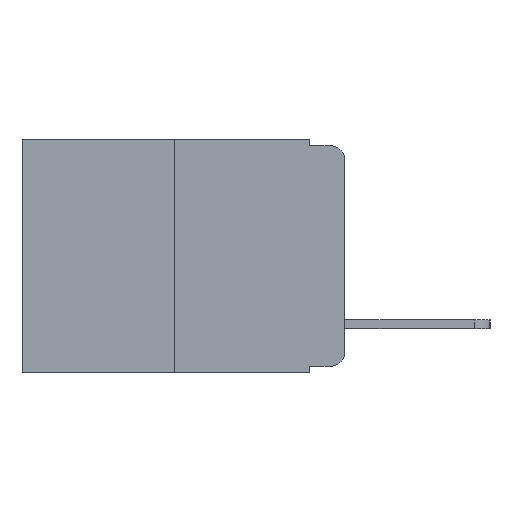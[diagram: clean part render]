
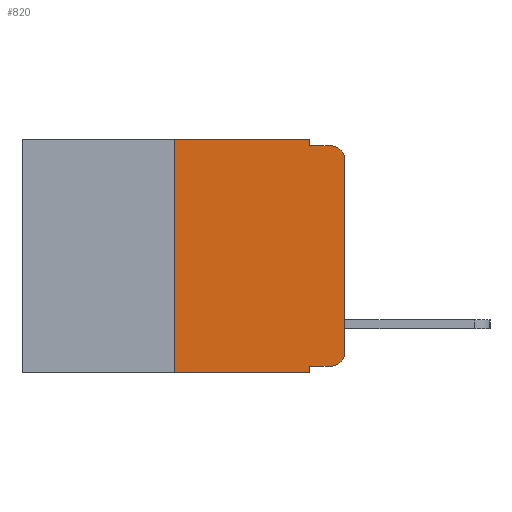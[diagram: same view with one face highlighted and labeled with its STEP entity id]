
A CAD part, left-side view. The second image highlights one B-rep face of the part: STEP entity #820.
In plain terms, the highlighted planar face has unit normal (-1, 0, 0).
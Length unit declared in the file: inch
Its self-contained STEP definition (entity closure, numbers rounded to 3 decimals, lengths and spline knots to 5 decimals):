
#82 = VERTEX_POINT ( 'NONE', #8348 ) ;
#455 = EDGE_CURVE ( 'NONE', #3885, #82, #5285, .T. ) ;
#578 = CARTESIAN_POINT ( 'NONE',  ( 0., 0.051, 0. ) ) ;
#623 = DIRECTION ( 'NONE',  ( 0., 0., -1. ) ) ;
#668 = VERTEX_POINT ( 'NONE', #20755 ) ;
#683 = DIRECTION ( 'NONE',  ( 0., -1., 0. ) ) ;
#820 = ADVANCED_FACE ( 'NONE', ( #7063 ), #8158, .F. ) ;
#1087 = VECTOR ( 'NONE', #5818, 39.37008 ) ;
#1631 = DIRECTION ( 'NONE',  ( 0., 0., -1. ) ) ;
#1660 = AXIS2_PLACEMENT_3D ( 'NONE', #20739, #11453, #1631 ) ;
#2148 = EDGE_CURVE ( 'NONE', #82, #15817, #14364, .T. ) ;
#2409 = VECTOR ( 'NONE', #623, 39.37008 ) ;
#2465 = CARTESIAN_POINT ( 'NONE',  ( 0., 0.473, -0.343 ) ) ;
#3074 = CARTESIAN_POINT ( 'NONE',  ( 0., 0., -0.03 ) ) ;
#3636 = CARTESIAN_POINT ( 'NONE',  ( 0., 0.25, 0. ) ) ;
#3672 = CIRCLE ( 'NONE', #17795, 0.02 ) ;
#3885 = VERTEX_POINT ( 'NONE', #3636 ) ;
#3923 = ORIENTED_EDGE ( 'NONE', *, *, #10519, .T. ) ;
#5005 = CARTESIAN_POINT ( 'NONE',  ( 0., 0.02, -0.01 ) ) ;
#5285 = LINE ( 'NONE', #19004, #18078 ) ;
#5452 = EDGE_CURVE ( 'NONE', #13055, #3885, #8529, .T. ) ;
#5461 = VERTEX_POINT ( 'NONE', #19935 ) ;
#5475 = DIRECTION ( 'NONE',  ( 0., -1., 0. ) ) ;
#5818 = DIRECTION ( 'NONE',  ( 0., -1., 0. ) ) ;
#6099 = VECTOR ( 'NONE', #20335, 39.37008 ) ;
#6545 = EDGE_LOOP ( 'NONE', ( #10040, #10568, #18946, #11084, #15806, #7761, #3923, #16777, #8774, #17754 ) ) ;
#6558 = DIRECTION ( 'NONE',  ( 0., 0., 1. ) ) ;
#7063 = FACE_OUTER_BOUND ( 'NONE', #6545, .T. ) ;
#7285 = CARTESIAN_POINT ( 'NONE',  ( 0., 0.25, 0. ) ) ;
#7357 = DIRECTION ( 'NONE',  ( 0., 0., -1. ) ) ;
#7376 = DIRECTION ( 'NONE',  ( 1., 0., 0. ) ) ;
#7761 = ORIENTED_EDGE ( 'NONE', *, *, #5452, .F. ) ;
#7824 = CARTESIAN_POINT ( 'NONE',  ( 0., 0.02, -0.03 ) ) ;
#8158 = PLANE ( 'NONE',  #11610 ) ;
#8187 = CARTESIAN_POINT ( 'NONE',  ( 0., 0.473, 0. ) ) ;
#8348 = CARTESIAN_POINT ( 'NONE',  ( 0., 0.051, 0. ) ) ;
#8529 = LINE ( 'NONE', #7285, #16552 ) ;
#8732 = EDGE_CURVE ( 'NONE', #14395, #668, #13226, .T. ) ;
#8774 = ORIENTED_EDGE ( 'NONE', *, *, #12017, .T. ) ;
#9017 = CARTESIAN_POINT ( 'NONE',  ( 0., 0.02, -0.333 ) ) ;
#9446 = DIRECTION ( 'NONE',  ( 0., 0., -1. ) ) ;
#9530 = LINE ( 'NONE', #12176, #18481 ) ;
#9794 = CARTESIAN_POINT ( 'NONE',  ( 0., 0.051, -0.333 ) ) ;
#9797 = LINE ( 'NONE', #2465, #1087 ) ;
#10040 = ORIENTED_EDGE ( 'NONE', *, *, #12433, .T. ) ;
#10519 = EDGE_CURVE ( 'NONE', #13055, #668, #9797, .T. ) ;
#10568 = ORIENTED_EDGE ( 'NONE', *, *, #16637, .T. ) ;
#11084 = ORIENTED_EDGE ( 'NONE', *, *, #2148, .F. ) ;
#11262 = VERTEX_POINT ( 'NONE', #5005 ) ;
#11453 = DIRECTION ( 'NONE',  ( -1., 0., 0. ) ) ;
#11537 = VECTOR ( 'NONE', #5475, 39.37008 ) ;
#11610 = AXIS2_PLACEMENT_3D ( 'NONE', #8187, #7376, #7357 ) ;
#12017 = EDGE_CURVE ( 'NONE', #14395, #14076, #16226, .T. ) ;
#12176 = CARTESIAN_POINT ( 'NONE',  ( 0., 0.051, -0.01 ) ) ;
#12433 = EDGE_CURVE ( 'NONE', #5461, #15001, #19801, .T. ) ;
#13055 = VERTEX_POINT ( 'NONE', #17577 ) ;
#13101 = EDGE_CURVE ( 'NONE', #14076, #5461, #15726, .T. ) ;
#13226 = LINE ( 'NONE', #14214, #6099 ) ;
#14076 = VERTEX_POINT ( 'NONE', #9017 ) ;
#14214 = CARTESIAN_POINT ( 'NONE',  ( 0., 0.051, 0. ) ) ;
#14364 = LINE ( 'NONE', #578, #2409 ) ;
#14395 = VERTEX_POINT ( 'NONE', #9794 ) ;
#15001 = VERTEX_POINT ( 'NONE', #3074 ) ;
#15722 = VECTOR ( 'NONE', #6558, 39.37008 ) ;
#15726 = CIRCLE ( 'NONE', #1660, 0.02 ) ;
#15806 = ORIENTED_EDGE ( 'NONE', *, *, #455, .F. ) ;
#15817 = VERTEX_POINT ( 'NONE', #16443 ) ;
#16226 = LINE ( 'NONE', #16715, #11537 ) ;
#16443 = CARTESIAN_POINT ( 'NONE',  ( 0., 0.051, -0.01 ) ) ;
#16552 = VECTOR ( 'NONE', #18432, 39.37008 ) ;
#16637 = EDGE_CURVE ( 'NONE', #15001, #11262, #3672, .T. ) ;
#16715 = CARTESIAN_POINT ( 'NONE',  ( 0., 0.051, -0.333 ) ) ;
#16777 = ORIENTED_EDGE ( 'NONE', *, *, #8732, .F. ) ;
#17577 = CARTESIAN_POINT ( 'NONE',  ( 0., 0.25, -0.343 ) ) ;
#17737 = CARTESIAN_POINT ( 'NONE',  ( 0., 0., 0. ) ) ;
#17754 = ORIENTED_EDGE ( 'NONE', *, *, #13101, .T. ) ;
#17795 = AXIS2_PLACEMENT_3D ( 'NONE', #7824, #18948, #9446 ) ;
#18078 = VECTOR ( 'NONE', #18965, 39.37008 ) ;
#18432 = DIRECTION ( 'NONE',  ( 0., 0., 1. ) ) ;
#18481 = VECTOR ( 'NONE', #683, 39.37008 ) ;
#18946 = ORIENTED_EDGE ( 'NONE', *, *, #19719, .F. ) ;
#18948 = DIRECTION ( 'NONE',  ( -1., 0., 0. ) ) ;
#18965 = DIRECTION ( 'NONE',  ( 0., -1., 0. ) ) ;
#19004 = CARTESIAN_POINT ( 'NONE',  ( 0., 0.473, 0. ) ) ;
#19719 = EDGE_CURVE ( 'NONE', #15817, #11262, #9530, .T. ) ;
#19801 = LINE ( 'NONE', #17737, #15722 ) ;
#19935 = CARTESIAN_POINT ( 'NONE',  ( 0., 0., -0.313 ) ) ;
#20335 = DIRECTION ( 'NONE',  ( 0., 0., -1. ) ) ;
#20739 = CARTESIAN_POINT ( 'NONE',  ( 0., 0.02, -0.313 ) ) ;
#20755 = CARTESIAN_POINT ( 'NONE',  ( 0., 0.051, -0.343 ) ) ;
